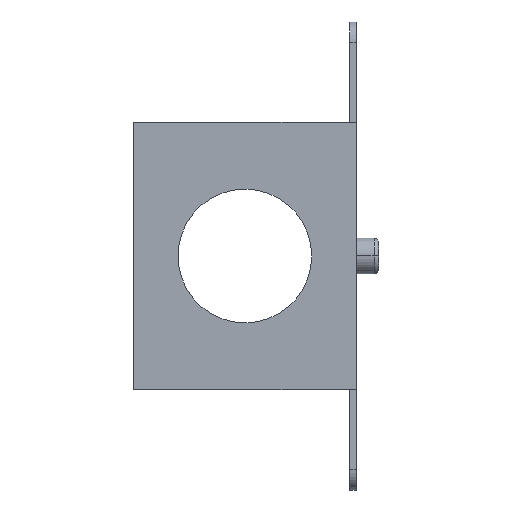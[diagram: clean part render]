
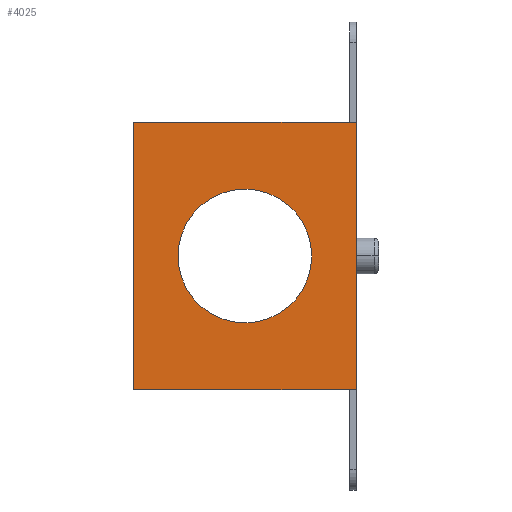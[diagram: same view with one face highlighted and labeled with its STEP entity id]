
A CAD part, left-side view. The second image highlights one B-rep face of the part: STEP entity #4025.
In plain terms, the highlighted planar face has unit normal (-1, 0, 0).
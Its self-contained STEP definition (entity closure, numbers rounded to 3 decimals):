
#60 = FACE_BOUND ( 'NONE', #3162, .T. ) ;
#151 = AXIS2_PLACEMENT_3D ( 'NONE', #3350, #1984, #2313 ) ;
#161 = VECTOR ( 'NONE', #3436, 1000. ) ;
#244 = ORIENTED_EDGE ( 'NONE', *, *, #1542, .F. ) ;
#299 = DIRECTION ( 'NONE',  ( 0., 0., -1. ) ) ;
#407 = VECTOR ( 'NONE', #3858, 1000. ) ;
#442 = CARTESIAN_POINT ( 'NONE',  ( -6.2, 5., -3. ) ) ;
#518 = LINE ( 'NONE', #2861, #407 ) ;
#690 = CARTESIAN_POINT ( 'NONE',  ( -6.2, 5., 3. ) ) ;
#709 = CARTESIAN_POINT ( 'NONE',  ( -6.2, 5., -3. ) ) ;
#878 = DIRECTION ( 'NONE',  ( 0., 0., 1. ) ) ;
#903 = ORIENTED_EDGE ( 'NONE', *, *, #3948, .T. ) ;
#987 = VERTEX_POINT ( 'NONE', #2228 ) ;
#999 = FACE_OUTER_BOUND ( 'NONE', #2875, .T. ) ;
#1125 = VECTOR ( 'NONE', #3469, 1000. ) ;
#1192 = ORIENTED_EDGE ( 'NONE', *, *, #2541, .F. ) ;
#1214 = VERTEX_POINT ( 'NONE', #3152 ) ;
#1264 = AXIS2_PLACEMENT_3D ( 'NONE', #3735, #1701, #299 ) ;
#1310 = LINE ( 'NONE', #709, #161 ) ;
#1448 = ORIENTED_EDGE ( 'NONE', *, *, #4036, .T. ) ;
#1542 = EDGE_CURVE ( 'NONE', #2628, #3346, #1697, .T. ) ;
#1618 = EDGE_CURVE ( 'NONE', #2379, #3464, #3665, .T. ) ;
#1697 = LINE ( 'NONE', #2939, #4289 ) ;
#1701 = DIRECTION ( 'NONE',  ( 1., 0., 0. ) ) ;
#1895 = ORIENTED_EDGE ( 'NONE', *, *, #2143, .T. ) ;
#1984 = DIRECTION ( 'NONE',  ( 1., 0., 0. ) ) ;
#2008 = CARTESIAN_POINT ( 'NONE',  ( -6.2, 2.5, -1.5 ) ) ;
#2093 = DIRECTION ( 'NONE',  ( 0., 0., -1. ) ) ;
#2121 = DIRECTION ( 'NONE',  ( 1., 0., 0. ) ) ;
#2143 = EDGE_CURVE ( 'NONE', #1214, #987, #518, .T. ) ;
#2228 = CARTESIAN_POINT ( 'NONE',  ( -6.2, 0., 3. ) ) ;
#2313 = DIRECTION ( 'NONE',  ( 0., 0., -1. ) ) ;
#2379 = VERTEX_POINT ( 'NONE', #2008 ) ;
#2472 = CARTESIAN_POINT ( 'NONE',  ( -6.2, 5., 3. ) ) ;
#2541 = EDGE_CURVE ( 'NONE', #3346, #987, #2742, .T. ) ;
#2628 = VERTEX_POINT ( 'NONE', #442 ) ;
#2742 = LINE ( 'NONE', #2472, #1125 ) ;
#2780 = PLANE ( 'NONE',  #2964 ) ;
#2830 = ORIENTED_EDGE ( 'NONE', *, *, #1618, .T. ) ;
#2861 = CARTESIAN_POINT ( 'NONE',  ( -6.2, 0., 3. ) ) ;
#2875 = EDGE_LOOP ( 'NONE', ( #1895, #1192, #244, #1448 ) ) ;
#2939 = CARTESIAN_POINT ( 'NONE',  ( -6.2, 5., 3. ) ) ;
#2964 = AXIS2_PLACEMENT_3D ( 'NONE', #4139, #2121, #2093 ) ;
#3152 = CARTESIAN_POINT ( 'NONE',  ( -6.2, 0., -3. ) ) ;
#3162 = EDGE_LOOP ( 'NONE', ( #2830, #903 ) ) ;
#3346 = VERTEX_POINT ( 'NONE', #690 ) ;
#3350 = CARTESIAN_POINT ( 'NONE',  ( -6.2, 2.5, 0. ) ) ;
#3403 = CARTESIAN_POINT ( 'NONE',  ( -6.2, 2.5, 1.5 ) ) ;
#3436 = DIRECTION ( 'NONE',  ( 0., -1., 0. ) ) ;
#3464 = VERTEX_POINT ( 'NONE', #3403 ) ;
#3469 = DIRECTION ( 'NONE',  ( 0., -1., 0. ) ) ;
#3665 = CIRCLE ( 'NONE', #151, 1.5 ) ;
#3735 = CARTESIAN_POINT ( 'NONE',  ( -6.2, 2.5, 0. ) ) ;
#3818 = CIRCLE ( 'NONE', #1264, 1.5 ) ;
#3858 = DIRECTION ( 'NONE',  ( 0., 0., 1. ) ) ;
#3948 = EDGE_CURVE ( 'NONE', #3464, #2379, #3818, .T. ) ;
#4025 = ADVANCED_FACE ( 'NONE', ( #60, #999 ), #2780, .F. ) ;
#4036 = EDGE_CURVE ( 'NONE', #2628, #1214, #1310, .T. ) ;
#4139 = CARTESIAN_POINT ( 'NONE',  ( -6.2, 5., 3. ) ) ;
#4289 = VECTOR ( 'NONE', #878, 1000. ) ;
